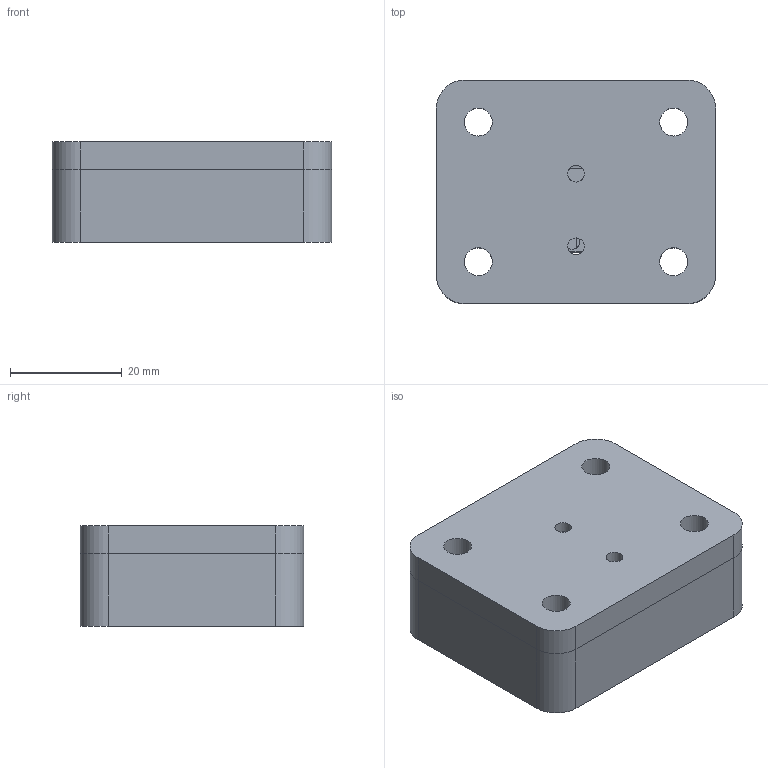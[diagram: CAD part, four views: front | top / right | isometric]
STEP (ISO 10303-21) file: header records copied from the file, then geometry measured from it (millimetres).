
FILE_DESCRIPTION(/* description */ (''),/* implementation_level */ '2;1');
FILE_NAME(/* name */ '',/* time_stamp */ '2025-07-27T11:19:29+09:00',/* author */ (''),/* organization */ (''),/* preprocessor_version */ 'ST-DEVELOPER v20.1',/* originating_system */ 'Autodesk Translation Framework v14.10.0.0',/* authorisation */ '');
FILE_SCHEMA (('AUTOMOTIVE_DESIGN { 1 0 10303 214 3 1 1 }'));
Length unit declared in the file: millimetre
Products named in the file (4): ホットボンド金型; XT30(2+2); UP_KANA; Down_KANA
Assembly tree (3 placements, depth 2):
  ホットボンド金型
    XT30(2+2)
    UP_KANA
    Down_KANA
Bounding box: 50 x 40 x 18 mm (x, y, z)
Volume: 31770.3 mm3; surface area: 13359.7 mm2
Topology: 5 solids, 5 shells, 190 faces, 502 edges, 313 vertices
Faces by surface type: plane 115, cylinder 67, bspline 6, torus 2
Full cylindrical faces by diameter (mm): 2 x2, 2.75 x4, 3 x2, 5 x8
Entity records: 6181 total; most frequent: CARTESIAN_POINT 1254, DIRECTION 997, ORIENTED_EDGE 992, EDGE_CURVE 496, LINE 361, VECTOR 361, AXIS2_PLACEMENT_3D 318, VERTEX_POINT 313
